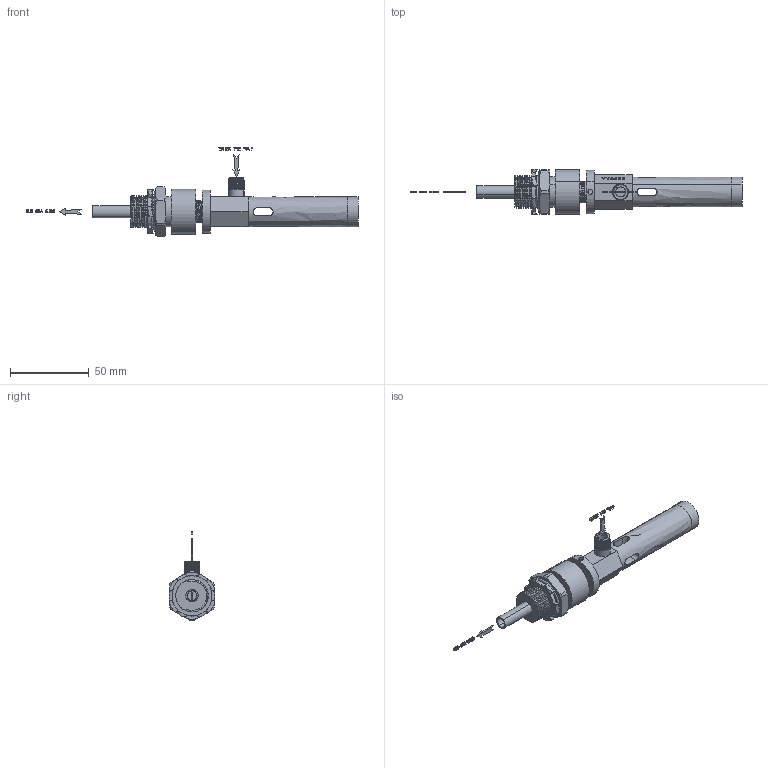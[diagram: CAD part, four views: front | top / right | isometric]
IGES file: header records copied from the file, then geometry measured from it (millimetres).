
Start section: START RECORD GO HERE.
Global section: file name: Small Panel Cooler Outline.igs; native system: DASSAULT SYSTEMES CATIA V5 R20 - www.3ds.com; preprocessor: CATIA Version 5 Release 20 ; author: DESIGNENG; organization: KJNDESIGN; date: 20150325.105631; units: millimetre
Bounding box: 211.32 x 28.7 x 57.06 mm (x, y, z)
Volume: 47116.3 mm3; surface area: 19913.6 mm2
Topology: 28 solids, 28 shells, 982 faces, 2633 edges, 1744 vertices
Faces by surface type: bspline 982
